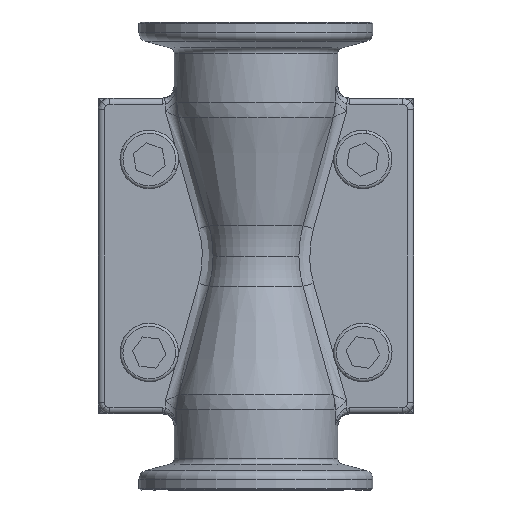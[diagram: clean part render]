
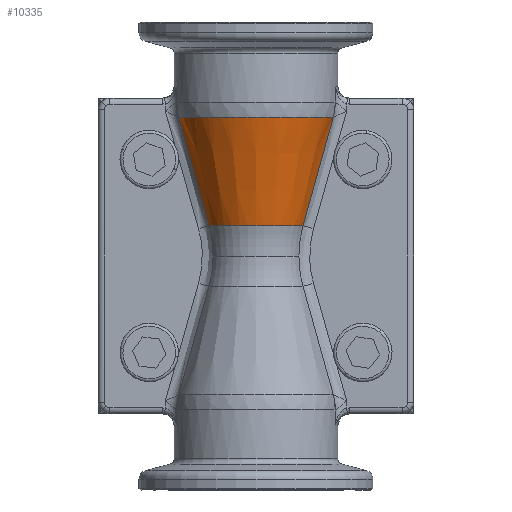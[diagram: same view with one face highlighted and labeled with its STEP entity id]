
A CAD part, front view. The second image highlights one B-rep face of the part: STEP entity #10335.
In plain terms, the highlighted conical face has half-angle 15 degrees and reference radius 267.949 mm.
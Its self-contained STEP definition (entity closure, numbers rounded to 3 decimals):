
#784 = CARTESIAN_POINT ( 'NONE',  ( -12.199, -6.325, 23.729 ) ) ;
#850 = CARTESIAN_POINT ( 'NONE',  ( 12.199, -6.325, 23.729 ) ) ;
#1197 = CARTESIAN_POINT ( 'NONE',  ( 13.203, -3.502, 23.729 ) ) ;
#1297 = B_SPLINE_CURVE_WITH_KNOTS ( 'NONE', 3,
 ( #15454, #8822, #784, #10174, #2131, #11532, #3483, #12867, #4845, #14191, #6199, #15518, #7533, #16852, #8883, #850, #10227, #2195 ),
 .UNSPECIFIED., .F., .F.,
 ( 4, 2, 2, 2, 2, 2, 2, 2, 4 ),
 ( 0., 0.125, 0.25, 0.375, 0.5, 0.625, 0.75, 0.875, 1. ),
 .UNSPECIFIED. ) ;
#1395 = CARTESIAN_POINT ( 'NONE',  ( -9.441, -3.355, 10.138 ) ) ;
#2131 = CARTESIAN_POINT ( 'NONE',  ( -9.512, -9.916, 23.729 ) ) ;
#2143 = ORIENTED_EDGE ( 'NONE', *, *, #13387, .F. ) ;
#2195 = CARTESIAN_POINT ( 'NONE',  ( 13.203, -3.502, 23.729 ) ) ;
#2643 = CARTESIAN_POINT ( 'NONE',  ( 12.385, -3.479, 20.756 ) ) ;
#2736 = CARTESIAN_POINT ( 'NONE',  ( -11.102, -3.43, 16.115 ) ) ;
#2984 = CARTESIAN_POINT ( 'NONE',  ( 8.048, -3.272, 5.176 ) ) ;
#3179 = FACE_OUTER_BOUND ( 'NONE', #7560, .T. ) ;
#3483 = CARTESIAN_POINT ( 'NONE',  ( -5.812, -12.451, 23.729 ) ) ;
#3847 = EDGE_CURVE ( 'NONE', #6352, #3985, #17066, .T. ) ;
#3985 = VERTEX_POINT ( 'NONE', #2984 ) ;
#3993 = CARTESIAN_POINT ( 'NONE',  ( 10.599, -3.409, 14.301 ) ) ;
#4092 = CARTESIAN_POINT ( 'NONE',  ( -12.942, -3.495, 22.779 ) ) ;
#4399 = VERTEX_POINT ( 'NONE', #14553 ) ;
#4845 = CARTESIAN_POINT ( 'NONE',  ( -1.493, -13.659, 23.729 ) ) ;
#4989 = DIRECTION ( 'NONE',  ( 1., 0., 0. ) ) ;
#5097 = CONICAL_SURFACE ( 'NONE', #16541, 267.949, 0.262 ) ;
#5354 = CARTESIAN_POINT ( 'NONE',  ( 8.785, -3.32, 7.789 ) ) ;
#5391 = CARTESIAN_POINT ( 'NONE',  ( -8.785, -3.32, 7.789 ) ) ;
#6199 = CARTESIAN_POINT ( 'NONE',  ( 2.985, -13.412, 23.729 ) ) ;
#6352 = VERTEX_POINT ( 'NONE', #1197 ) ;
#7018 = ORIENTED_EDGE ( 'NONE', *, *, #16824, .F. ) ;
#7362 = ORIENTED_EDGE ( 'NONE', *, *, #3847, .F. ) ;
#7533 = CARTESIAN_POINT ( 'NONE',  ( 7.146, -11.737, 23.729 ) ) ;
#7560 = EDGE_LOOP ( 'NONE', ( #9031, #7362, #7018, #2143 ) ) ;
#7950 = DIRECTION ( 'NONE',  ( 0., 0., -1. ) ) ;
#7990 = CARTESIAN_POINT ( 'NONE',  ( 13.203, -3.502, 23.729 ) ) ;
#8822 = CARTESIAN_POINT ( 'NONE',  ( -12.82, -4.945, 23.729 ) ) ;
#8883 = CARTESIAN_POINT ( 'NONE',  ( 10.545, -8.81, 23.729 ) ) ;
#9031 = ORIENTED_EDGE ( 'NONE', *, *, #11054, .F. ) ;
#9035 = CIRCLE ( 'NONE', #12031, 8.688 ) ;
#10174 = CARTESIAN_POINT ( 'NONE',  ( -10.545, -8.81, 23.729 ) ) ;
#10220 = B_SPLINE_CURVE_WITH_KNOTS ( 'NONE', 3,
 ( #14717, #5391, #1395, #10772, #2736, #12125, #4092, #13464 ),
 .UNSPECIFIED., .F., .F.,
 ( 4, 2, 2, 4 ),
 ( 0., 0.25, 0.5, 1. ),
 .UNSPECIFIED. ) ;
#10227 = CARTESIAN_POINT ( 'NONE',  ( 12.82, -4.945, 23.729 ) ) ;
#10335 = ADVANCED_FACE ( 'NONE', ( #3179 ), #5097, .T. ) ;
#10677 = CARTESIAN_POINT ( 'NONE',  ( 12.941, -3.495, 22.779 ) ) ;
#10772 = CARTESIAN_POINT ( 'NONE',  ( -10.599, -3.409, 14.301 ) ) ;
#11054 = EDGE_CURVE ( 'NONE', #3985, #4399, #9035, .T. ) ;
#11532 = CARTESIAN_POINT ( 'NONE',  ( -7.146, -11.737, 23.729 ) ) ;
#12031 = AXIS2_PLACEMENT_3D ( 'NONE', #15915, #7950, #17263 ) ;
#12040 = CARTESIAN_POINT ( 'NONE',  ( 11.102, -3.43, 16.115 ) ) ;
#12125 = CARTESIAN_POINT ( 'NONE',  ( -12.385, -3.479, 20.756 ) ) ;
#12548 = CARTESIAN_POINT ( 'NONE',  ( -13.203, -3.502, 23.729 ) ) ;
#12867 = CARTESIAN_POINT ( 'NONE',  ( -2.985, -13.412, 23.729 ) ) ;
#12894 = CARTESIAN_POINT ( 'NONE',  ( 0., 0., 972.751 ) ) ;
#13367 = CARTESIAN_POINT ( 'NONE',  ( 9.441, -3.355, 10.138 ) ) ;
#13387 = EDGE_CURVE ( 'NONE', #4399, #17194, #10220, .T. ) ;
#13464 = CARTESIAN_POINT ( 'NONE',  ( -13.203, -3.502, 23.729 ) ) ;
#14191 = CARTESIAN_POINT ( 'NONE',  ( 1.493, -13.659, 23.729 ) ) ;
#14553 = CARTESIAN_POINT ( 'NONE',  ( -8.048, -3.272, 5.176 ) ) ;
#14679 = CARTESIAN_POINT ( 'NONE',  ( 8.048, -3.272, 5.176 ) ) ;
#14717 = CARTESIAN_POINT ( 'NONE',  ( -8.048, -3.272, 5.176 ) ) ;
#15454 = CARTESIAN_POINT ( 'NONE',  ( -13.203, -3.502, 23.729 ) ) ;
#15518 = CARTESIAN_POINT ( 'NONE',  ( 5.812, -12.451, 23.729 ) ) ;
#15599 = DIRECTION ( 'NONE',  ( 0., 0., 1. ) ) ;
#15915 = CARTESIAN_POINT ( 'NONE',  ( 0., 0., 5.176 ) ) ;
#16541 = AXIS2_PLACEMENT_3D ( 'NONE', #12894, #15599, #4989 ) ;
#16824 = EDGE_CURVE ( 'NONE', #17194, #6352, #1297, .T. ) ;
#16852 = CARTESIAN_POINT ( 'NONE',  ( 9.512, -9.916, 23.729 ) ) ;
#17066 = B_SPLINE_CURVE_WITH_KNOTS ( 'NONE', 3,
 ( #7990, #10677, #2643, #12040, #3993, #13367, #5354, #14679 ),
 .UNSPECIFIED., .F., .F.,
 ( 4, 2, 2, 4 ),
 ( 0., 0.5, 0.75, 1. ),
 .UNSPECIFIED. ) ;
#17194 = VERTEX_POINT ( 'NONE', #12548 ) ;
#17263 = DIRECTION ( 'NONE',  ( -1., 0., 0. ) ) ;
